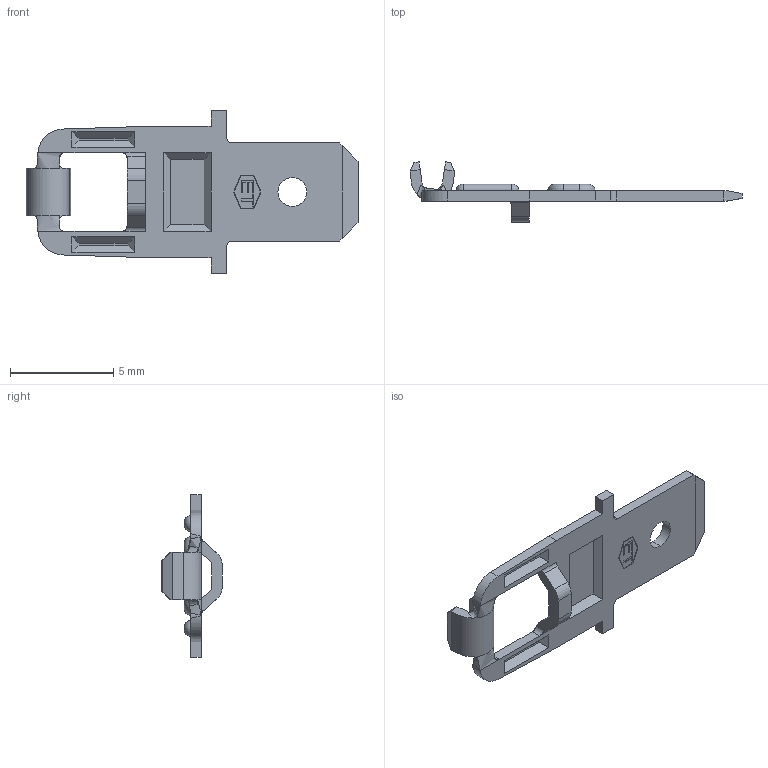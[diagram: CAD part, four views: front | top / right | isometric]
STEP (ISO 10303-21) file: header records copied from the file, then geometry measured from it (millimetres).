
FILE_DESCRIPTION (( 'STEP AP203' ), '1' );
FILE_NAME ('08393.STEP', '2015-02-18T20:04:56', ( '' ), ( '' ), 'SwSTEP 2.0', 'SolidWorks 2014', '' );
FILE_SCHEMA (( 'CONFIG_CONTROL_DESIGN' ));
Length unit declared in the file: inch
Products named in the file (1): 08393
Bounding box: 16.07 x 2.92 x 7.87 mm (x, y, z)
Volume: 40.5 mm3; surface area: 205.7 mm2
Topology: 1 solids, 1 shells, 174 faces, 472 edges, 306 vertices
Faces by surface type: plane 116, cylinder 30, bspline 16, torus 8, cone 4
Entity records: 5824 total; most frequent: CARTESIAN_POINT 1442, ORIENTED_EDGE 944, DIRECTION 818, EDGE_CURVE 472, VECTOR 344, LINE 344, VERTEX_POINT 306, AXIS2_PLACEMENT_3D 237
